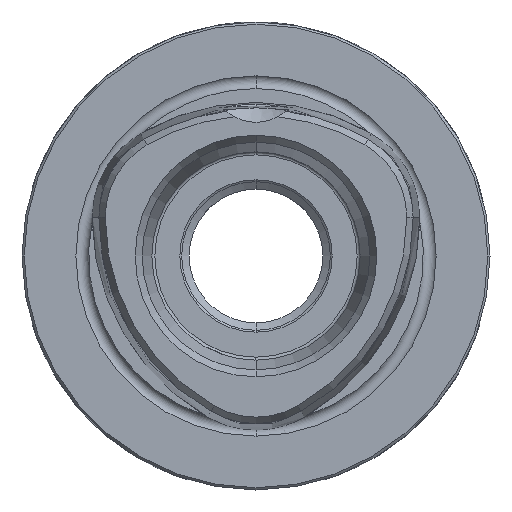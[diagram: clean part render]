
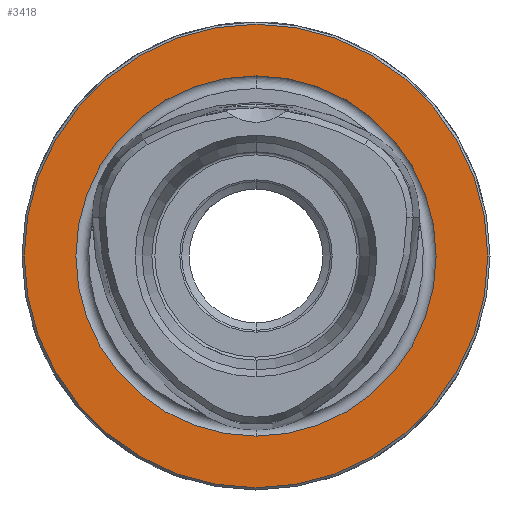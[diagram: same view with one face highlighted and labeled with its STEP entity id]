
A CAD part, front view. The second image highlights one B-rep face of the part: STEP entity #3418.
In plain terms, the highlighted planar face has unit normal (0, -1, 0).
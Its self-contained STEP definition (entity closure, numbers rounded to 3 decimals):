
#1473=CARTESIAN_POINT('',(0.,0.,
0.));
#1474=DIRECTION('',(0.,-1.,0.));
#1475=DIRECTION('',(1.,0.,0.));
#1476=AXIS2_PLACEMENT_3D('',#1473,#1474,#1475);
#1478=CARTESIAN_POINT('',(0.,0.,
0.));
#1479=DIRECTION('',(0.,-1.,0.));
#1480=DIRECTION('',(-1.,0.,0.));
#1481=AXIS2_PLACEMENT_3D('',#1478,#1479,#1480);
#1483=CARTESIAN_POINT('',(0.,0.,0.));
#1484=DIRECTION('',(0.,-1.,0.));
#1485=DIRECTION('',(0.,0.,-1.));
#1486=AXIS2_PLACEMENT_3D('',#1483,#1484,#1485);
#1488=CARTESIAN_POINT('',(0.,0.,0.));
#1489=DIRECTION('',(0.,-1.,0.));
#1490=DIRECTION('',(0.,0.,1.));
#1491=AXIS2_PLACEMENT_3D('',#1488,#1489,#1490);
#1926=CARTESIAN_POINT('',(31.2,0.,
0.));
#1927=CARTESIAN_POINT('',(-31.2,0.,0.));
#1928=VERTEX_POINT('',#1926);
#1929=VERTEX_POINT('',#1927);
#1934=CARTESIAN_POINT('',(0.,0.,-24.25));
#1935=CARTESIAN_POINT('',(0.,0.,24.25));
#1936=VERTEX_POINT('',#1934);
#1937=VERTEX_POINT('',#1935);
#3404=CARTESIAN_POINT('',(0.,0.,0.));
#3405=DIRECTION('',(0.,-1.,0.));
#3406=DIRECTION('',(-1.,0.,0.));
#3407=AXIS2_PLACEMENT_3D('',#3404,#3405,#3406);
#3408=PLANE('',#3407);
#3409=ORIENTED_EDGE('',*,*,#3394,.F.);
#3411=ORIENTED_EDGE('',*,*,#3410,.F.);
#3412=EDGE_LOOP('',(#3409,#3411));
#3413=FACE_OUTER_BOUND('',#3412,.F.);
#3414=ORIENTED_EDGE('',*,*,#2401,.T.);
#3415=ORIENTED_EDGE('',*,*,#2266,.T.);
#3416=EDGE_LOOP('',(#3414,#3415));
#3417=FACE_BOUND('',#3416,.F.);
#3418=ADVANCED_FACE('',(#3413,#3417),#3408,.T.);
#1477=CIRCLE('',#1476,31.2);
#1482=CIRCLE('',#1481,31.2);
#1487=CIRCLE('',#1486,24.25);
#1492=CIRCLE('',#1491,24.25);
#2266=EDGE_CURVE('',#1937,#1936,#1492,.T.);
#2401=EDGE_CURVE('',#1936,#1937,#1487,.T.);
#3394=EDGE_CURVE('',#1928,#1929,#1477,.T.);
#3410=EDGE_CURVE('',#1929,#1928,#1482,.T.);
